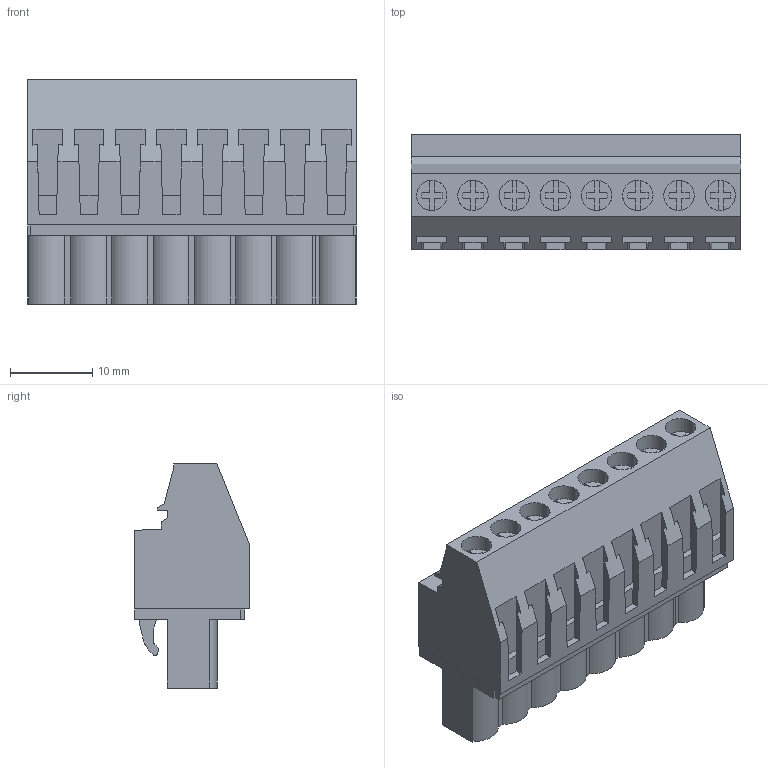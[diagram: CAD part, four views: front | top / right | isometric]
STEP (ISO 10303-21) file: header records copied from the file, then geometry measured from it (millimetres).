
FILE_DESCRIPTION(('CATIA V5 STEP Exchange','CAx-IF Rec.Pracs.--- Model Styling and Organization---1.2---2011-12-15'),'2;1');
FILE_NAME ('D1460433_0_1958590000_1958590000.stp','2017-09-20T12:44:32+00:00',('none'),('Weidmueller'),'CATIA Version 5-6 Release 2014','CATIA V5 STEP AP214','none');
FILE_SCHEMA(('AUTOMOTIVE_DESIGN { 1 0 10303 214 1 1 1 1 }'));
Length unit declared in the file: millimetre
Products named in the file (1): 1958590000
Bounding box: 40 x 14.05 x 27.2 mm (x, y, z)
Volume: 9123.7 mm3; surface area: 5545.5 mm2
Topology: 9 solids, 9 shells, 530 faces, 1468 edges, 989 vertices
Faces by surface type: plane 450, cylinder 70, extrusion 10
Entity records: 15806 total; most frequent: CARTESIAN_POINT 3001, ORIENTED_EDGE 2936, DIRECTION 2106, EDGE_CURVE 1468, VECTOR 1276, LINE 1266, VERTEX_POINT 989, EDGE_LOOP 563
